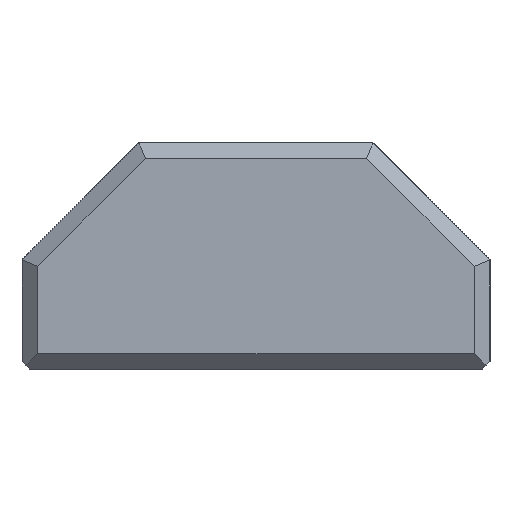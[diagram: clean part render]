
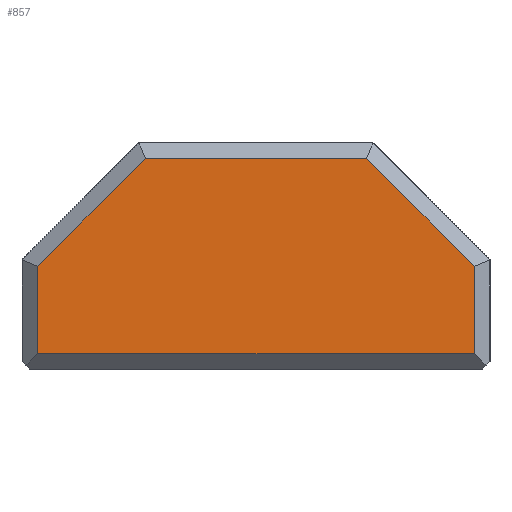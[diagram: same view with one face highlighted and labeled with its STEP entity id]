
A CAD part, left-side view. The second image highlights one B-rep face of the part: STEP entity #857.
In plain terms, the highlighted planar face has unit normal (-1, 0, 0).
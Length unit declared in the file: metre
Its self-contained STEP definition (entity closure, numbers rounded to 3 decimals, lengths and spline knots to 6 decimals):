
#68=LINE('',#1255,#138);
#69=LINE('',#1258,#139);
#70=LINE('',#1260,#140);
#71=LINE('',#1262,#141);
#72=LINE('',#1264,#142);
#73=LINE('',#1266,#143);
#138=VECTOR('',#1034,1.);
#139=VECTOR('',#1035,1.);
#140=VECTOR('',#1036,1.);
#141=VECTOR('',#1037,1.);
#142=VECTOR('',#1038,1.);
#143=VECTOR('',#1039,1.);
#219=ORIENTED_EDGE('',*,*,#462,.F.);
#220=ORIENTED_EDGE('',*,*,#463,.F.);
#221=ORIENTED_EDGE('',*,*,#464,.F.);
#222=ORIENTED_EDGE('',*,*,#465,.F.);
#223=ORIENTED_EDGE('',*,*,#466,.F.);
#224=ORIENTED_EDGE('',*,*,#467,.F.);
#462=EDGE_CURVE('',#583,#584,#68,.T.);
#463=EDGE_CURVE('',#585,#583,#69,.T.);
#464=EDGE_CURVE('',#586,#585,#70,.T.);
#465=EDGE_CURVE('',#587,#586,#71,.T.);
#466=EDGE_CURVE('',#588,#587,#72,.T.);
#467=EDGE_CURVE('',#584,#588,#73,.T.);
#583=VERTEX_POINT('',#1256);
#584=VERTEX_POINT('',#1257);
#585=VERTEX_POINT('',#1259);
#586=VERTEX_POINT('',#1261);
#587=VERTEX_POINT('',#1263);
#588=VERTEX_POINT('',#1265);
#682=EDGE_LOOP('',(#219,#220,#221,#222,#223,#224));
#754=FACE_BOUND('',#682,.T.);
#824=PLANE('',#931);
#857=ADVANCED_FACE('',(#754),#824,.T.);
#931=AXIS2_PLACEMENT_3D('',#1254,#1032,#1033);
#1032=DIRECTION('',(-1.,0.,0.));
#1033=DIRECTION('',(0.,0.,1.));
#1034=DIRECTION('',(0.,-1.,0.));
#1035=DIRECTION('',(0.,-0.707,0.707));
#1036=DIRECTION('',(0.,0.,1.));
#1037=DIRECTION('',(0.,1.,0.));
#1038=DIRECTION('',(0.,0.,-1.));
#1039=DIRECTION('',(0.,-0.707,-0.707));
#1254=CARTESIAN_POINT('',(-0.045,0.,0.02225));
#1255=CARTESIAN_POINT('',(-0.045,0.0075,0.0285));
#1256=CARTESIAN_POINT('',(-0.045,0.007086,0.0285));
#1257=CARTESIAN_POINT('',(-0.045,-0.007086,0.0285));
#1258=CARTESIAN_POINT('',(-0.045,0.008605,0.02698));
#1259=CARTESIAN_POINT('',(-0.045,0.014,0.021586));
#1260=CARTESIAN_POINT('',(-0.045,0.014,0.018625));
#1261=CARTESIAN_POINT('',(-0.045,0.014,0.016));
#1262=CARTESIAN_POINT('',(-0.045,-0.0075,0.016));
#1263=CARTESIAN_POINT('',(-0.045,-0.014,0.016));
#1264=CARTESIAN_POINT('',(-0.045,-0.014,0.025875));
#1265=CARTESIAN_POINT('',(-0.045,-0.014,0.021586));
#1266=CARTESIAN_POINT('',(-0.045,-0.008605,0.02698));
